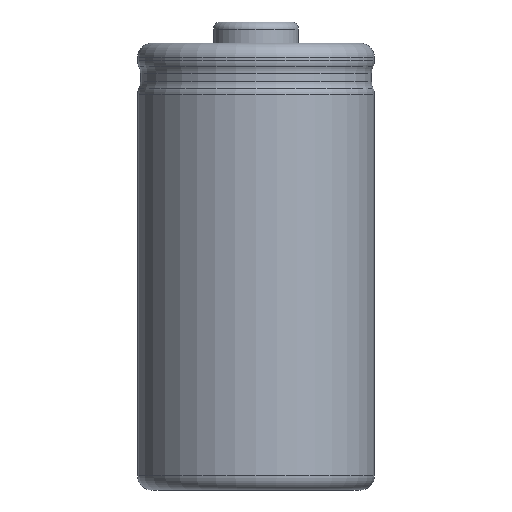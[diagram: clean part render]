
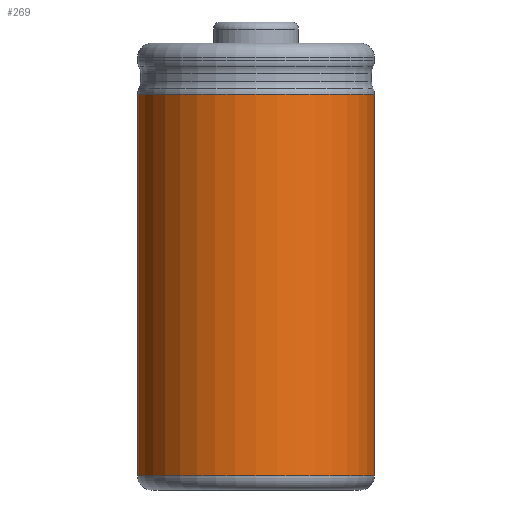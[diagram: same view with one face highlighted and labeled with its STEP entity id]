
A CAD part, front view. The second image highlights one B-rep face of the part: STEP entity #269.
In plain terms, the highlighted cylindrical face has radius 8.35 mm (diameter 16.7 mm), a full revolution.
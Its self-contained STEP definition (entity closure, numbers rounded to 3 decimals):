
#37=FACE_OUTER_BOUND('',#56,.T.);
#56=EDGE_LOOP('',(#192,#193,#194,#195,#196));
#71=LINE('',#481,#77);
#77=VECTOR('',#391,8.35);
#89=CIRCLE('',#310,8.35);
#92=CIRCLE('',#314,8.35);
#93=CIRCLE('',#315,8.35);
#117=VERTEX_POINT('',#471);
#119=VERTEX_POINT('',#477);
#120=VERTEX_POINT('',#478);
#143=EDGE_CURVE('',#117,#117,#89,.T.);
#146=EDGE_CURVE('',#119,#120,#92,.T.);
#147=EDGE_CURVE('',#120,#119,#93,.T.);
#148=EDGE_CURVE('',#120,#117,#71,.T.);
#192=ORIENTED_EDGE('',*,*,#146,.F.);
#193=ORIENTED_EDGE('',*,*,#147,.F.);
#194=ORIENTED_EDGE('',*,*,#148,.T.);
#195=ORIENTED_EDGE('',*,*,#143,.F.);
#196=ORIENTED_EDGE('',*,*,#148,.F.);
#239=CYLINDRICAL_SURFACE('',#313,8.35);
#269=ADVANCED_FACE('',(#37),#239,.T.);
#310=AXIS2_PLACEMENT_3D('',#472,#379,#380);
#313=AXIS2_PLACEMENT_3D('',#476,#385,#386);
#314=AXIS2_PLACEMENT_3D('',#479,#387,#388);
#315=AXIS2_PLACEMENT_3D('',#480,#389,#390);
#379=DIRECTION('center_axis',(0.,0.,-1.));
#380=DIRECTION('ref_axis',(1.,0.,0.));
#385=DIRECTION('center_axis',(0.,0.,1.));
#386=DIRECTION('ref_axis',(1.,0.,0.));
#387=DIRECTION('center_axis',(0.,0.,1.));
#388=DIRECTION('ref_axis',(-1.,0.,0.));
#389=DIRECTION('center_axis',(0.,0.,1.));
#390=DIRECTION('ref_axis',(-1.,0.,0.));
#391=DIRECTION('',(0.,0.,-1.));
#471=CARTESIAN_POINT('',(-8.35,0.,1.));
#472=CARTESIAN_POINT('Origin',(0.,0.,1.));
#476=CARTESIAN_POINT('Origin',(0.,0.,0.));
#477=CARTESIAN_POINT('',(8.35,0.,27.9));
#478=CARTESIAN_POINT('',(-8.35,0.,27.9));
#479=CARTESIAN_POINT('Origin',(0.,0.,27.9));
#480=CARTESIAN_POINT('Origin',(0.,0.,27.9));
#481=CARTESIAN_POINT('',(-8.35,0.,0.));
